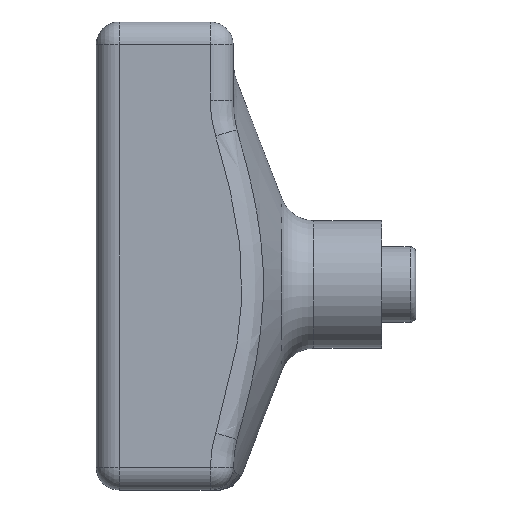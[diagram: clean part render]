
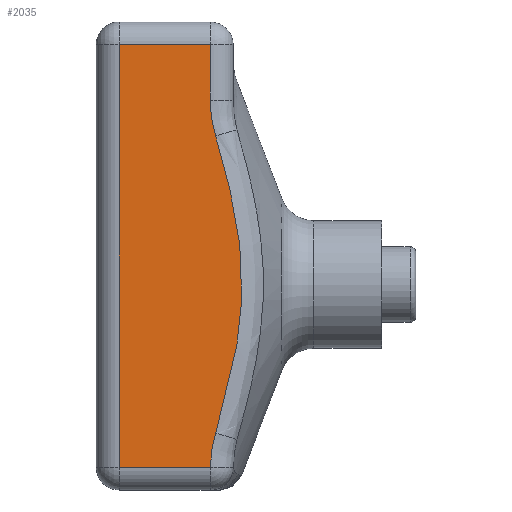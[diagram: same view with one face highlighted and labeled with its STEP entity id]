
A CAD part, left-side view. The second image highlights one B-rep face of the part: STEP entity #2035.
In plain terms, the highlighted planar face has unit normal (-1, 0, 0).
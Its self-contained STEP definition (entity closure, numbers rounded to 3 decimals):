
#26 = DIRECTION ( 'NONE',  ( 0., -1., 0. ) ) ;
#39 = CARTESIAN_POINT ( 'NONE',  ( -13., 1.836, 14.046 ) ) ;
#60 = DIRECTION ( 'NONE',  ( 0., 0., -1. ) ) ;
#189 = CARTESIAN_POINT ( 'NONE',  ( -13., 2., 16.164 ) ) ;
#195 = CARTESIAN_POINT ( 'NONE',  ( -13., 2., 21. ) ) ;
#208 = CARTESIAN_POINT ( 'NONE',  ( -13., -0.472, -4.439 ) ) ;
#234 = CARTESIAN_POINT ( 'NONE',  ( -13., 0.131, -7.682 ) ) ;
#251 = PLANE ( 'NONE',  #685 ) ;
#363 = CARTESIAN_POINT ( 'NONE',  ( -13., 1.999, -16. ) ) ;
#387 = ORIENTED_EDGE ( 'NONE', *, *, #1075, .T. ) ;
#397 = LINE ( 'NONE', #2218, #1954 ) ;
#398 = VERTEX_POINT ( 'NONE', #189 ) ;
#434 = CARTESIAN_POINT ( 'NONE',  ( -13., 2., 16.164 ) ) ;
#460 = CARTESIAN_POINT ( 'NONE',  ( -13., 10., -16. ) ) ;
#481 = ORIENTED_EDGE ( 'NONE', *, *, #1161, .T. ) ;
#502 = ORIENTED_EDGE ( 'NONE', *, *, #2198, .T. ) ;
#504 = ORIENTED_EDGE ( 'NONE', *, *, #1011, .T. ) ;
#529 = EDGE_CURVE ( 'NONE', #2219, #1384, #1748, .T. ) ;
#564 = CARTESIAN_POINT ( 'NONE',  ( -13., 1.982, -14.985 ) ) ;
#585 = CARTESIAN_POINT ( 'NONE',  ( -13., 0.126, 7.662 ) ) ;
#597 = CARTESIAN_POINT ( 'NONE',  ( -13., -0.477, 4.403 ) ) ;
#685 = AXIS2_PLACEMENT_3D ( 'NONE', #1853, #2467, #60 ) ;
#700 = CARTESIAN_POINT ( 'NONE',  ( -13., 1.535, 13.019 ) ) ;
#803 = CARTESIAN_POINT ( 'NONE',  ( -13., -0.707, 2.198 ) ) ;
#830 = CARTESIAN_POINT ( 'NONE',  ( -13., 1.535, 13.019 ) ) ;
#831 = CARTESIAN_POINT ( 'NONE',  ( -13., -0.784, -1.147 ) ) ;
#844 = CARTESIAN_POINT ( 'NONE',  ( -13., 2., 15.093 ) ) ;
#926 = CARTESIAN_POINT ( 'NONE',  ( -13., 10., 21. ) ) ;
#934 = DIRECTION ( 'NONE',  ( 0., 1., 0. ) ) ;
#956 = DIRECTION ( 'NONE',  ( 0., 0., 1. ) ) ;
#974 = CARTESIAN_POINT ( 'NONE',  ( -13., 2., 0. ) ) ;
#999 = CARTESIAN_POINT ( 'NONE',  ( -13., -0.716, -2.251 ) ) ;
#1010 = CARTESIAN_POINT ( 'NONE',  ( -13., 1.224, -11.956 ) ) ;
#1011 = EDGE_CURVE ( 'NONE', #1616, #1499, #1035, .T. ) ;
#1035 = LINE ( 'NONE', #1826, #2184 ) ;
#1075 = EDGE_CURVE ( 'NONE', #1607, #398, #2111, .T. ) ;
#1080 = EDGE_CURVE ( 'NONE', #1420, #1607, #2580, .T. ) ;
#1161 = EDGE_CURVE ( 'NONE', #1384, #1616, #397, .T. ) ;
#1172 = LINE ( 'NONE', #974, #1645 ) ;
#1174 = CARTESIAN_POINT ( 'NONE',  ( -13., 0.925, 10.885 ) ) ;
#1245 = CARTESIAN_POINT ( 'NONE',  ( -13., 1.535, -13.019 ) ) ;
#1384 = VERTEX_POINT ( 'NONE', #926 ) ;
#1401 = CARTESIAN_POINT ( 'NONE',  ( -13., 1.82, -13.992 ) ) ;
#1407 = CARTESIAN_POINT ( 'NONE',  ( -13., 0.377, 8.739 ) ) ;
#1409 = VECTOR ( 'NONE', #934, 1000. ) ;
#1420 = VERTEX_POINT ( 'NONE', #2498 ) ;
#1477 = EDGE_LOOP ( 'NONE', ( #504, #2270, #2516, #387, #502, #2008, #481 ) ) ;
#1492 = EDGE_CURVE ( 'NONE', #1499, #1420, #2356, .T. ) ;
#1499 = VERTEX_POINT ( 'NONE', #363 ) ;
#1550 = CARTESIAN_POINT ( 'NONE',  ( -13., 2.5, 21. ) ) ;
#1607 = VERTEX_POINT ( 'NONE', #700 ) ;
#1616 = VERTEX_POINT ( 'NONE', #460 ) ;
#1645 = VECTOR ( 'NONE', #956, 1000. ) ;
#1656 = CARTESIAN_POINT ( 'NONE',  ( -13., -0.296, -5.524 ) ) ;
#1748 = LINE ( 'NONE', #1550, #1409 ) ;
#1803 = CARTESIAN_POINT ( 'NONE',  ( -13., -0.301, 5.494 ) ) ;
#1815 = CARTESIAN_POINT ( 'NONE',  ( -13., 0.927, -10.892 ) ) ;
#1826 = CARTESIAN_POINT ( 'NONE',  ( -13., 0., -16. ) ) ;
#1853 = CARTESIAN_POINT ( 'NONE',  ( -13., 2.5, 0. ) ) ;
#1954 = VECTOR ( 'NONE', #2203, 1000. ) ;
#2002 = CARTESIAN_POINT ( 'NONE',  ( -13., -0.77, 1.085 ) ) ;
#2008 = ORIENTED_EDGE ( 'NONE', *, *, #529, .T. ) ;
#2016 = CARTESIAN_POINT ( 'NONE',  ( -13., -0.66, 2.751 ) ) ;
#2027 = CARTESIAN_POINT ( 'NONE',  ( -13., 0.381, -8.754 ) ) ;
#2035 = ADVANCED_FACE ( 'NONE', ( #2045 ), #251, .F. ) ;
#2045 = FACE_OUTER_BOUND ( 'NONE', #1477, .T. ) ;
#2111 = B_SPLINE_CURVE_WITH_KNOTS ( 'NONE', 3,
 ( #830, #39, #844, #434 ),
 .UNSPECIFIED., .F., .F.,
 ( 4, 4 ),
 ( 0., 0.003 ),
 .UNSPECIFIED. ) ;
#2184 = VECTOR ( 'NONE', #26, 1000. ) ;
#2187 = CARTESIAN_POINT ( 'NONE',  ( -13., 1.535, -13.019 ) ) ;
#2198 = EDGE_CURVE ( 'NONE', #398, #2219, #1172, .T. ) ;
#2203 = DIRECTION ( 'NONE',  ( 0., 0., -1. ) ) ;
#2218 = CARTESIAN_POINT ( 'NONE',  ( -13., 10., 0. ) ) ;
#2219 = VERTEX_POINT ( 'NONE', #195 ) ;
#2270 = ORIENTED_EDGE ( 'NONE', *, *, #1492, .T. ) ;
#2356 = B_SPLINE_CURVE_WITH_KNOTS ( 'NONE', 3,
 ( #2577, #564, #1401, #2187 ),
 .UNSPECIFIED., .F., .F.,
 ( 4, 4 ),
 ( 0., 0.003 ),
 .UNSPECIFIED. ) ;
#2388 = CARTESIAN_POINT ( 'NONE',  ( -13., 1.223, 11.953 ) ) ;
#2411 = CARTESIAN_POINT ( 'NONE',  ( -13., 1.535, 13.019 ) ) ;
#2467 = DIRECTION ( 'NONE',  ( 1., 0., 0. ) ) ;
#2498 = CARTESIAN_POINT ( 'NONE',  ( -13., 1.535, -13.019 ) ) ;
#2516 = ORIENTED_EDGE ( 'NONE', *, *, #1080, .T. ) ;
#2569 = CARTESIAN_POINT ( 'NONE',  ( -13., -0.785, 0.524 ) ) ;
#2577 = CARTESIAN_POINT ( 'NONE',  ( -13., 1.999, -16. ) ) ;
#2580 = B_SPLINE_CURVE_WITH_KNOTS ( 'NONE', 3,
 ( #1245, #1010, #1815, #2027, #234, #1656, #208, #999, #831, #2569, #2002, #803, #2016, #597, #1803, #585, #1407, #1174, #2388, #2411 ),
 .UNSPECIFIED., .F., .F.,
 ( 4, 2, 2, 2, 2, 2, 2, 2, 2, 4 ),
 ( 0., 0.003, 0.007, 0.01, 0.013, 0.015, 0.016, 0.02, 0.023, 0.026 ),
 .UNSPECIFIED. ) ;
